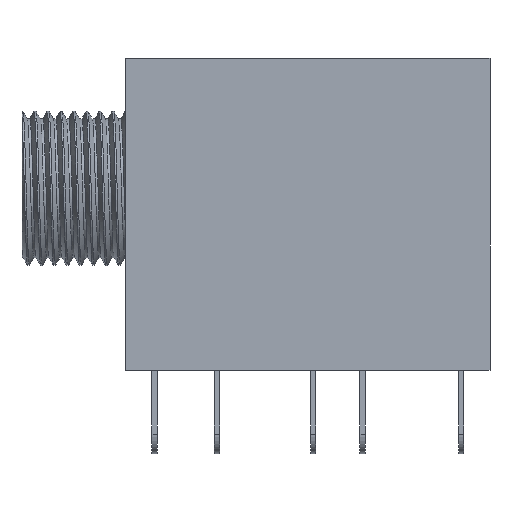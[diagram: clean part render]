
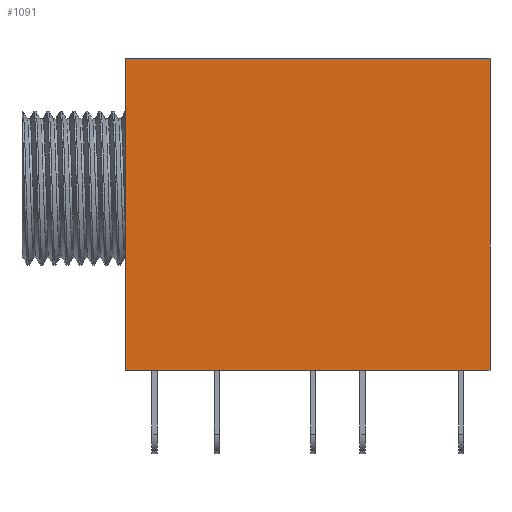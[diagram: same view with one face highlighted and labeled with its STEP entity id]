
A CAD part, left-side view. The second image highlights one B-rep face of the part: STEP entity #1091.
In plain terms, the highlighted planar face has unit normal (-1, 0, 0).
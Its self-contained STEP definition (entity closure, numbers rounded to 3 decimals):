
#119=FACE_OUTER_BOUND('',#188,.T.);
#188=EDGE_LOOP('',(#748,#749,#750,#751));
#271=LINE('',#1568,#374);
#272=LINE('',#1571,#375);
#273=LINE('',#1573,#376);
#274=LINE('',#1574,#377);
#374=VECTOR('',#1290,10.);
#375=VECTOR('',#1293,10.);
#376=VECTOR('',#1294,10.);
#377=VECTOR('',#1295,10.);
#471=VERTEX_POINT('',#1564);
#472=VERTEX_POINT('',#1566);
#473=VERTEX_POINT('',#1570);
#474=VERTEX_POINT('',#1572);
#583=EDGE_CURVE('',#471,#472,#271,.T.);
#584=EDGE_CURVE('',#473,#471,#272,.T.);
#585=EDGE_CURVE('',#474,#472,#273,.T.);
#586=EDGE_CURVE('',#473,#474,#274,.T.);
#748=ORIENTED_EDGE('',*,*,#584,.T.);
#749=ORIENTED_EDGE('',*,*,#583,.T.);
#750=ORIENTED_EDGE('',*,*,#585,.F.);
#751=ORIENTED_EDGE('',*,*,#586,.F.);
#1048=PLANE('',#1181);
#1091=ADVANCED_FACE('',(#119),#1048,.T.);
#1181=AXIS2_PLACEMENT_3D('',#1569,#1291,#1292);
#1290=DIRECTION('',(0.,0.,1.));
#1291=DIRECTION('center_axis',(-1.,0.,0.));
#1292=DIRECTION('ref_axis',(0.,-1.,0.));
#1293=DIRECTION('',(0.,-1.,0.));
#1294=DIRECTION('',(0.,-1.,0.));
#1295=DIRECTION('',(0.,0.,1.));
#1564=CARTESIAN_POINT('',(-4.8,-13.,0.));
#1566=CARTESIAN_POINT('',(-4.8,-13.,12.));
#1568=CARTESIAN_POINT('',(-4.8,-13.,0.));
#1569=CARTESIAN_POINT('Origin',(-4.8,1.,0.));
#1570=CARTESIAN_POINT('',(-4.8,1.,0.));
#1571=CARTESIAN_POINT('',(-4.8,1.,0.));
#1572=CARTESIAN_POINT('',(-4.8,1.,12.));
#1573=CARTESIAN_POINT('',(-4.8,1.,12.));
#1574=CARTESIAN_POINT('',(-4.8,1.,0.));
